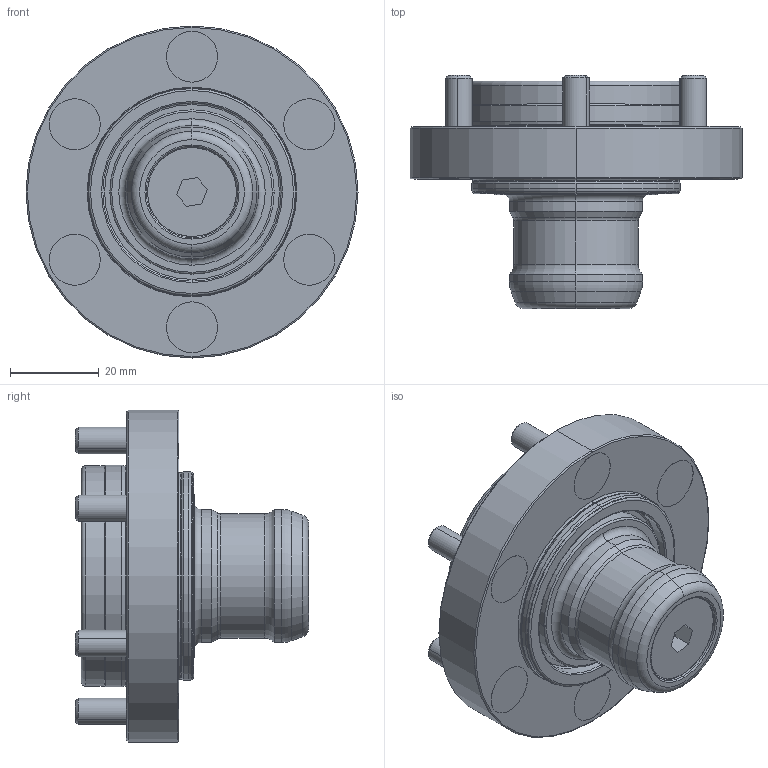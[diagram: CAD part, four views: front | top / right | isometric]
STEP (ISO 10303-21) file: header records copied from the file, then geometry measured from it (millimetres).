
FILE_DESCRIPTION (( 'STEP AP214' ), '1' );
FILE_NAME ('804 480 Flanschnippel mit Ausgleichsfunktion 058-059-NP.STEP', '2015-01-30T13:03:20', ( '' ), ( '' ), 'SwSTEP 2.0', 'SolidWorks 2015', '' );
FILE_SCHEMA (( 'AUTOMOTIVE_DESIGN' ));
Length unit declared in the file: millimetre
Products named in the file (1): 804 480 Flanschnippel mit Ausgleichsfunktion 058-059-NP
Bounding box: 74.8 x 52.52 x 74.8 mm (x, y, z)
Volume: 91160.4 mm3; surface area: 24760.5 mm2
Topology: 1 solids, 7 shells, 355 faces, 742 edges, 446 vertices
Faces by surface type: cylinder 106, plane 103, cone 76, torus 70
Entity records: 13352 total; most frequent: DIRECTION 1880, CARTESIAN_POINT 1540, ORIENTED_EDGE 1476, AXIS2_PLACEMENT_3D 786, EDGE_CURVE 738, VERTEX_POINT 446, CIRCLE 430, EDGE_LOOP 404
